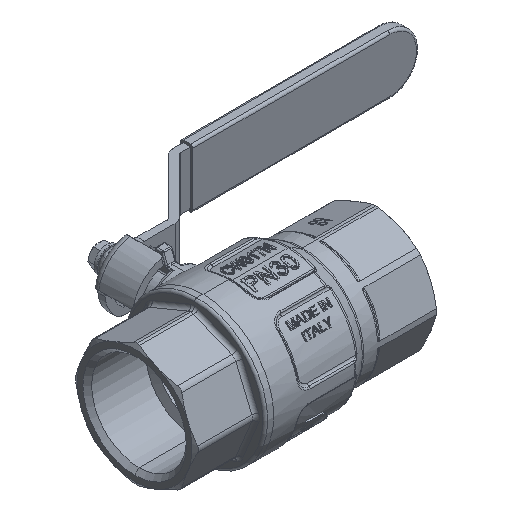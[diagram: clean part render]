
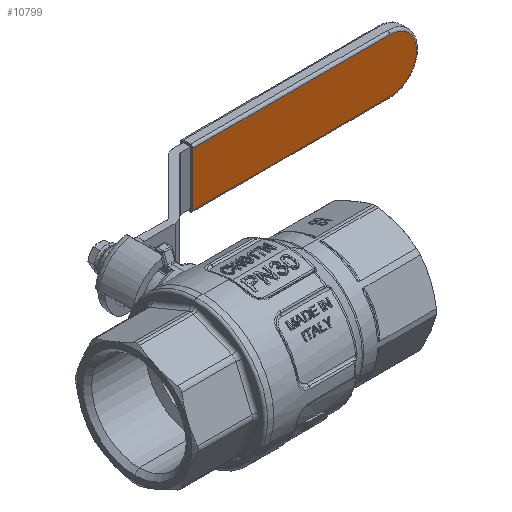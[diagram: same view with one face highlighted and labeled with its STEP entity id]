
A CAD part, isometric view. The second image highlights one B-rep face of the part: STEP entity #10799.
In plain terms, the highlighted planar face has unit normal (0, -1, 0).
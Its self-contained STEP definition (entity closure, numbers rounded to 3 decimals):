
#579 = EDGE_CURVE ( 'NONE', #28195, #32658, #48935, .T. ) ;
#997 = CARTESIAN_POINT ( 'NONE',  ( 130.035, 71.8, -10.423 ) ) ;
#1149 = CARTESIAN_POINT ( 'NONE',  ( 136.524, 71.8, -4.544 ) ) ;
#1314 = CARTESIAN_POINT ( 'NONE',  ( 136.529, 71.8, 4.532 ) ) ;
#1468 = CARTESIAN_POINT ( 'NONE',  ( 129.363, 71.8, 10.645 ) ) ;
#3662 = CARTESIAN_POINT ( 'NONE',  ( 50.527, 71.8, -11. ) ) ;
#4626 = CARTESIAN_POINT ( 'NONE',  ( 126.5, 71.8, -11. ) ) ;
#4786 = CARTESIAN_POINT ( 'NONE',  ( 131.378, 71.8, -9.886 ) ) ;
#4942 = CARTESIAN_POINT ( 'NONE',  ( 136.919, 71.8, -3.545 ) ) ;
#5114 = CARTESIAN_POINT ( 'NONE',  ( 136.033, 71.8, 5.499 ) ) ;
#5270 = CARTESIAN_POINT ( 'NONE',  ( 127.227, 71.8, 11. ) ) ;
#5517 = VERTEX_POINT ( 'NONE', #28175 ) ;
#6515 = FACE_OUTER_BOUND ( 'NONE', #23637, .T. ) ;
#7302 = CARTESIAN_POINT ( 'NONE',  ( 126.5, 71.8, 12. ) ) ;
#7502 = CARTESIAN_POINT ( 'NONE',  ( 55.86, 71.8, -11. ) ) ;
#8266 = EDGE_CURVE ( 'NONE', #5517, #15478, #38261, .T. ) ;
#8428 = CARTESIAN_POINT ( 'NONE',  ( 127.227, 71.8, -11. ) ) ;
#8587 = CARTESIAN_POINT ( 'NONE',  ( 132.906, 71.8, -8.949 ) ) ;
#8742 = CARTESIAN_POINT ( 'NONE',  ( 137.217, 71.8, -2.504 ) ) ;
#8902 = CARTESIAN_POINT ( 'NONE',  ( 135.251, 71.8, 6.702 ) ) ;
#10799 = ADVANCED_FACE ( 'NONE', ( #6515 ), #44651, .F. ) ;
#10983 = CARTESIAN_POINT ( 'NONE',  ( 111.831, 71.8, 11. ) ) ;
#11098 = DIRECTION ( 'NONE',  ( 0., 1., 0. ) ) ;
#11099 = B_SPLINE_CURVE_WITH_KNOTS ( 'NONE', 3,
 ( #4626, #8428, #19819, #46281, #23575, #997, #27402, #4786, #31185, #8587, #34994, #12391, #38795, #16164, #42621, #19988, #46430, #23742, #1149, #27575, #4942, #31344, #8742, #35163, #12552, #38950, #16327, #42791, #20144, #46603, #23904, #1314, #27727, #5114, #31507, #8902, #35333, #12719, #39113, #16491, #42958, #20304, #46753, #24070, #1468, #27889, #5270, #31668 ),
 .UNSPECIFIED., .F., .F.,
 ( 4, 2, 2, 2, 2, 2, 2, 2, 2, 2, 2, 2, 2, 2, 2, 2, 2, 2, 2, 2, 2, 2, 2, 4 ),
 ( 0., 0.002, 0.003, 0.004, 0.006, 0.008, 0.009, 0.011, 0.012, 0.013, 0.014, 0.015, 0.017, 0.018, 0.019, 0.021, 0.023, 0.024, 0.026, 0.028, 0.029, 0.03, 0.032, 0.034 ),
 .UNSPECIFIED. ) ;
#11290 = CARTESIAN_POINT ( 'NONE',  ( 77.193, 71.8, -11. ) ) ;
#11604 = EDGE_CURVE ( 'NONE', #15478, #28195, #16506, .T. ) ;
#12391 = CARTESIAN_POINT ( 'NONE',  ( 133.758, 71.8, -8.273 ) ) ;
#12552 = CARTESIAN_POINT ( 'NONE',  ( 137.499, 71.8, -0.726 ) ) ;
#12641 = CARTESIAN_POINT ( 'NONE',  ( 45.86, 71.8, 12. ) ) ;
#12719 = CARTESIAN_POINT ( 'NONE',  ( 133.771, 71.8, 8.286 ) ) ;
#14629 = CARTESIAN_POINT ( 'NONE',  ( 126.5, 71.8, 11. ) ) ;
#14780 = CARTESIAN_POINT ( 'NONE',  ( 84.951, 71.8, 11. ) ) ;
#14935 = CARTESIAN_POINT ( 'NONE',  ( 45.86, 71.8, -11. ) ) ;
#15091 = CARTESIAN_POINT ( 'NONE',  ( 100.74, 71.8, -11. ) ) ;
#15478 = VERTEX_POINT ( 'NONE', #45441 ) ;
#16164 = CARTESIAN_POINT ( 'NONE',  ( 134.786, 71.8, -7.271 ) ) ;
#16327 = CARTESIAN_POINT ( 'NONE',  ( 137.483, 71.8, 0.709 ) ) ;
#16491 = CARTESIAN_POINT ( 'NONE',  ( 132.321, 71.8, 9.34 ) ) ;
#16506 = LINE ( 'NONE', #12641, #26583 ) ;
#18407 = CARTESIAN_POINT ( 'NONE',  ( 119.166, 71.8, 11. ) ) ;
#18570 = CARTESIAN_POINT ( 'NONE',  ( 45.86, 71.8, 11. ) ) ;
#18894 = CARTESIAN_POINT ( 'NONE',  ( 126.5, 71.8, -11. ) ) ;
#19819 = CARTESIAN_POINT ( 'NONE',  ( 127.941, 71.8, -10.929 ) ) ;
#19988 = CARTESIAN_POINT ( 'NONE',  ( 135.843, 71.8, -5.815 ) ) ;
#20144 = CARTESIAN_POINT ( 'NONE',  ( 137.359, 71.8, 1.79 ) ) ;
#20304 = CARTESIAN_POINT ( 'NONE',  ( 131.378, 71.8, 9.866 ) ) ;
#21390 = ORIENTED_EDGE ( 'NONE', *, *, #11604, .T. ) ;
#22173 = CARTESIAN_POINT ( 'NONE',  ( 126.5, 71.8, -11. ) ) ;
#22477 = CARTESIAN_POINT ( 'NONE',  ( 45.86, 71.8, -11. ) ) ;
#23575 = CARTESIAN_POINT ( 'NONE',  ( 129.344, 71.8, -10.632 ) ) ;
#23637 = EDGE_LOOP ( 'NONE', ( #21390, #40849, #25574, #45409 ) ) ;
#23742 = CARTESIAN_POINT ( 'NONE',  ( 136.37, 71.8, -4.868 ) ) ;
#23904 = CARTESIAN_POINT ( 'NONE',  ( 136.942, 71.8, 3.533 ) ) ;
#24070 = CARTESIAN_POINT ( 'NONE',  ( 130.048, 71.8, 10.437 ) ) ;
#25574 = ORIENTED_EDGE ( 'NONE', *, *, #28530, .T. ) ;
#26312 = CARTESIAN_POINT ( 'NONE',  ( 47.86, 71.8, -11. ) ) ;
#26583 = VECTOR ( 'NONE', #31596, 1000. ) ;
#27402 = CARTESIAN_POINT ( 'NONE',  ( 130.379, 71.8, -10.3 ) ) ;
#27575 = CARTESIAN_POINT ( 'NONE',  ( 136.798, 71.8, -3.883 ) ) ;
#27727 = CARTESIAN_POINT ( 'NONE',  ( 136.374, 71.8, 4.862 ) ) ;
#27889 = CARTESIAN_POINT ( 'NONE',  ( 127.954, 71.8, 10.927 ) ) ;
#28175 = CARTESIAN_POINT ( 'NONE',  ( 126.5, 71.8, 11. ) ) ;
#28195 = VERTEX_POINT ( 'NONE', #14935 ) ;
#28530 = EDGE_CURVE ( 'NONE', #32658, #5517, #11099, .T. ) ;
#30096 = CARTESIAN_POINT ( 'NONE',  ( 53.193, 71.8, -11. ) ) ;
#31185 = CARTESIAN_POINT ( 'NONE',  ( 132.009, 71.8, -9.547 ) ) ;
#31344 = CARTESIAN_POINT ( 'NONE',  ( 137.128, 71.8, -2.857 ) ) ;
#31507 = CARTESIAN_POINT ( 'NONE',  ( 135.848, 71.8, 5.807 ) ) ;
#31596 = DIRECTION ( 'NONE',  ( 0., 0., -1. ) ) ;
#31668 = CARTESIAN_POINT ( 'NONE',  ( 126.5, 71.8, 11. ) ) ;
#32658 = VERTEX_POINT ( 'NONE', #22173 ) ;
#33887 = CARTESIAN_POINT ( 'NONE',  ( 66.527, 71.8, -11. ) ) ;
#34994 = CARTESIAN_POINT ( 'NONE',  ( 133.197, 71.8, -8.733 ) ) ;
#35163 = CARTESIAN_POINT ( 'NONE',  ( 137.429, 71.8, -1.439 ) ) ;
#35333 = CARTESIAN_POINT ( 'NONE',  ( 134.797, 71.8, 7.258 ) ) ;
#37393 = CARTESIAN_POINT ( 'NONE',  ( 104.497, 71.8, 11. ) ) ;
#37496 = DIRECTION ( 'NONE',  ( -1., 0., 0. ) ) ;
#37696 = CARTESIAN_POINT ( 'NONE',  ( 87.86, 71.8, -11. ) ) ;
#38261 = B_SPLINE_CURVE_WITH_KNOTS ( 'NONE', 3,
 ( #14629, #18407, #10983, #37393, #14780, #41220, #18570 ),
 .UNSPECIFIED., .F., .F.,
 ( 4, 3, 4 ),
 ( 0., 0.022, 0.081 ),
 .UNSPECIFIED. ) ;
#38795 = CARTESIAN_POINT ( 'NONE',  ( 134.025, 71.8, -8.032 ) ) ;
#38950 = CARTESIAN_POINT ( 'NONE',  ( 137.5, 71.8, 0.35 ) ) ;
#39113 = CARTESIAN_POINT ( 'NONE',  ( 133.214, 71.8, 8.742 ) ) ;
#40849 = ORIENTED_EDGE ( 'NONE', *, *, #579, .T. ) ;
#41220 = CARTESIAN_POINT ( 'NONE',  ( 65.406, 71.8, 11. ) ) ;
#41521 = CARTESIAN_POINT ( 'NONE',  ( 113.62, 71.8, -11. ) ) ;
#42621 = CARTESIAN_POINT ( 'NONE',  ( 135.24, 71.8, -6.717 ) ) ;
#42791 = CARTESIAN_POINT ( 'NONE',  ( 137.412, 71.8, 1.43 ) ) ;
#42958 = CARTESIAN_POINT ( 'NONE',  ( 132.013, 71.8, 9.525 ) ) ;
#44651 = PLANE ( 'NONE',  #46045 ) ;
#45185 = CARTESIAN_POINT ( 'NONE',  ( 46.527, 71.8, -11. ) ) ;
#45409 = ORIENTED_EDGE ( 'NONE', *, *, #8266, .T. ) ;
#45441 = CARTESIAN_POINT ( 'NONE',  ( 45.86, 71.8, 11. ) ) ;
#46045 = AXIS2_PLACEMENT_3D ( 'NONE', #7302, #11098, #37496 ) ;
#46281 = CARTESIAN_POINT ( 'NONE',  ( 128.996, 71.8, -10.719 ) ) ;
#46430 = CARTESIAN_POINT ( 'NONE',  ( 136.031, 71.8, -5.503 ) ) ;
#46603 = CARTESIAN_POINT ( 'NONE',  ( 137.149, 71.8, 2.848 ) ) ;
#46753 = CARTESIAN_POINT ( 'NONE',  ( 131.048, 71.8, 10.022 ) ) ;
#48935 = B_SPLINE_CURVE_WITH_KNOTS ( 'NONE', 3,
 ( #22477, #45185, #48942, #26312, #3662, #30096, #7502, #33887, #11290, #37696, #15091, #41521, #18894 ),
 .UNSPECIFIED., .F., .F.,
 ( 4, 3, 3, 3, 4 ),
 ( 0., 0.002, 0.01, 0.042, 0.081 ),
 .UNSPECIFIED. ) ;
#48942 = CARTESIAN_POINT ( 'NONE',  ( 47.193, 71.8, -11. ) ) ;
